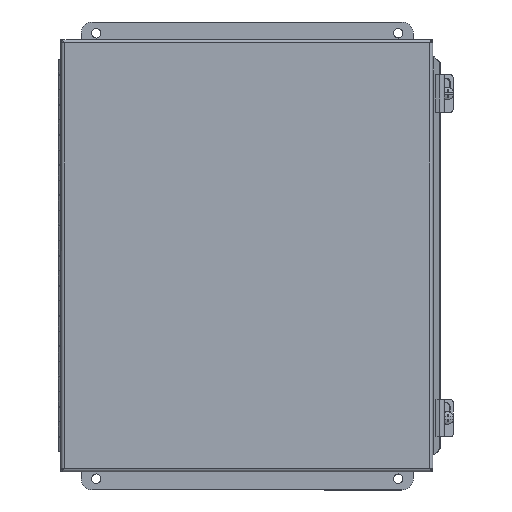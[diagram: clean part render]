
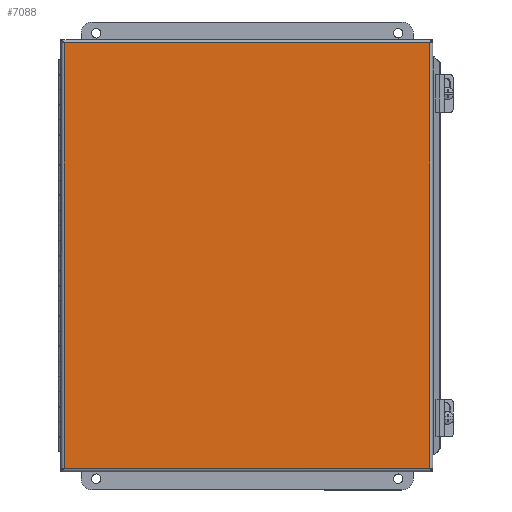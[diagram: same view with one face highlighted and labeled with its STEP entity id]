
A CAD part, top view. The second image highlights one B-rep face of the part: STEP entity #7088.
In plain terms, the highlighted face is planar.
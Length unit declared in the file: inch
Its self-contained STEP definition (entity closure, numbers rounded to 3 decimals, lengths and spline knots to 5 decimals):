
#417=PLANE('',#7899);
#801=FACE_OUTER_BOUND('',#1246,.T.);
#1246=EDGE_LOOP('',(#5863,#5864,#5865,#5866));
#1847=LINE('',#12059,#2505);
#1864=LINE('',#12191,#2522);
#1895=LINE('',#12342,#2553);
#1896=LINE('',#12345,#2554);
#2505=VECTOR('',#9320,0.3937);
#2522=VECTOR('',#9347,0.3937);
#2553=VECTOR('',#9430,0.3937);
#2554=VECTOR('',#9435,0.3937);
#3296=VERTEX_POINT('',#11828);
#3319=VERTEX_POINT('',#11971);
#3326=VERTEX_POINT('',#12058);
#3330=VERTEX_POINT('',#12105);
#4153=EDGE_CURVE('',#3326,#3319,#1847,.T.);
#4176=EDGE_CURVE('',#3296,#3330,#1864,.T.);
#4214=EDGE_CURVE('',#3319,#3296,#1895,.T.);
#4215=EDGE_CURVE('',#3330,#3326,#1896,.T.);
#5863=ORIENTED_EDGE('',*,*,#4153,.T.);
#5864=ORIENTED_EDGE('',*,*,#4214,.T.);
#5865=ORIENTED_EDGE('',*,*,#4176,.T.);
#5866=ORIENTED_EDGE('',*,*,#4215,.T.);
#7088=ADVANCED_FACE('',(#801),#417,.F.);
#7899=AXIS2_PLACEMENT_3D('',#12346,#9436,#9437);
#9320=DIRECTION('',(0.,-1.,0.));
#9347=DIRECTION('',(0.,1.,0.));
#9430=DIRECTION('',(-1.,0.,0.));
#9435=DIRECTION('',(1.,0.,0.));
#9436=DIRECTION('center_axis',(0.,0.,1.));
#9437=DIRECTION('ref_axis',(1.,0.,0.));
#11828=CARTESIAN_POINT('',(0.10525,0.10525,0.));
#11971=CARTESIAN_POINT('',(12.20725,0.10525,0.));
#12058=CARTESIAN_POINT('',(12.20725,14.20725,0.));
#12059=CARTESIAN_POINT('',(12.20725,10.68175,0.));
#12105=CARTESIAN_POINT('',(0.10525,14.20725,0.));
#12191=CARTESIAN_POINT('',(0.10525,3.63075,0.));
#12342=CARTESIAN_POINT('',(9.18175,0.10525,0.));
#12345=CARTESIAN_POINT('',(3.13075,14.20725,0.));
#12346=CARTESIAN_POINT('Origin',(6.15625,7.15625,0.));
